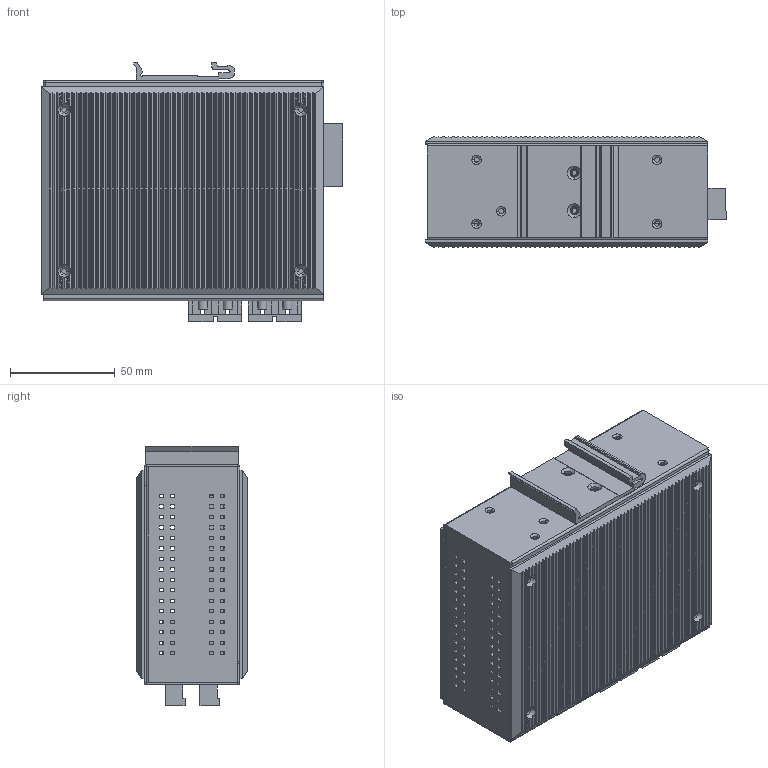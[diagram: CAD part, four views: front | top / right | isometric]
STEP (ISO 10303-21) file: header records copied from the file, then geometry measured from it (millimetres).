
FILE_DESCRIPTION((''),'2;1');
FILE_NAME('EDS-309_ASM','2017-04-17T',('YoungMH_Yang'),('PTC'),'PRO/ENGINEER BY PARAMETRIC TECHNOLOGY CORPORATION, 2013230','PRO/ENGINEER BY PARAMETRIC TECHNOLOGY CORPORATION, 2013230','');
FILE_SCHEMA(('AUTOMOTIVE_DESIGN { 1 0 10303 214 1 1 1 1 }'));
Products named in the file (30): EDS-309_BUTTON-COVER; M3-SO-L3; M3-BSO-L8; EDS-309-3M-SC_PCB; SC-FIBER_; RJ45-2-CONNECTOR_; TACKSW_DTSA644N; 1111000003000_TERMINAL_M_6P; DIP_SEITCH_16PIN; EDS-308_FIBER_MODULE_V12-DXF; LED_2X4; LED_1X2; EDS-309_FIBER_V09_11-24-16PM; HEAD80X80_2X15M; B1206; RN8P4R; OSC-SMD-3_2X2_5-H1_1; R0603; B0603; C0603; C1206; EDS-309_FIBER_V09_11-24-16PM_ASM; EDS-308_FIBER_MODULE_PCB_ASSY_ASM; EDS-309-3M-SC-PCB_ASM; DIN_RAIL-KIT; EDS-309-3M-SC_TOP-COVER; EDS-508_LEFT-ALMINUM; EDS-508_RIGHT-ALMINUM; 1111000003100_TERMINAL_FM_6P; EDS-309_ASM
Assembly tree (92 placements, depth 5):
  EDS-309_ASM
    EDS-309_BUTTON-COVER
    M3-SO-L3  x2
    M3-BSO-L8  x5
    EDS-309-3M-SC-PCB_ASM
      EDS-309-3M-SC_PCB
      SC-FIBER_  x3
      RJ45-2-CONNECTOR_  x3
      TACKSW_DTSA644N
      1111000003000_TERMINAL_M_6P
      DIP_SEITCH_16PIN
      EDS-308_FIBER_MODULE_PCB_ASSY_ASM
        EDS-308_FIBER_MODULE_V12-DXF
        SC-FIBER_
        LED_2X4
        LED_1X2
        EDS-309_FIBER_V09_11-24-16PM_ASM
          EDS-309_FIBER_V09_11-24-16PM
          HEAD80X80_2X15M
          B1206  x2
          RN8P4R  x3
          OSC-SMD-3_2X2_5-H1_1
          R0603  x28
          B0603  x5
          C0603  x14
          C1206  x7
    DIN_RAIL-KIT
    EDS-309-3M-SC_TOP-COVER
    EDS-508_LEFT-ALMINUM
    EDS-508_RIGHT-ALMINUM
    1111000003100_TERMINAL_FM_6P
Bounding box: 144.05 x 52.98 x 123.93 mm (x, y, z)
Volume: 261161.8 mm3; surface area: 257759.5 mm2
Topology: 89 solids, 96 shells, 3297 faces, 8339 edges, 5408 vertices
Faces by surface type: plane 2139, cylinder 1034, cone 70, torus 42, sphere 12
Entity records: 86883 total; most frequent: CARTESIAN_POINT 14771, ORIENTED_EDGE 12590, DIRECTION 11979, EDGE_CURVE 6299, VECTOR 4483, LINE 4483, VERTEX_POINT 4082, AXIS2_PLACEMENT_3D 3748
